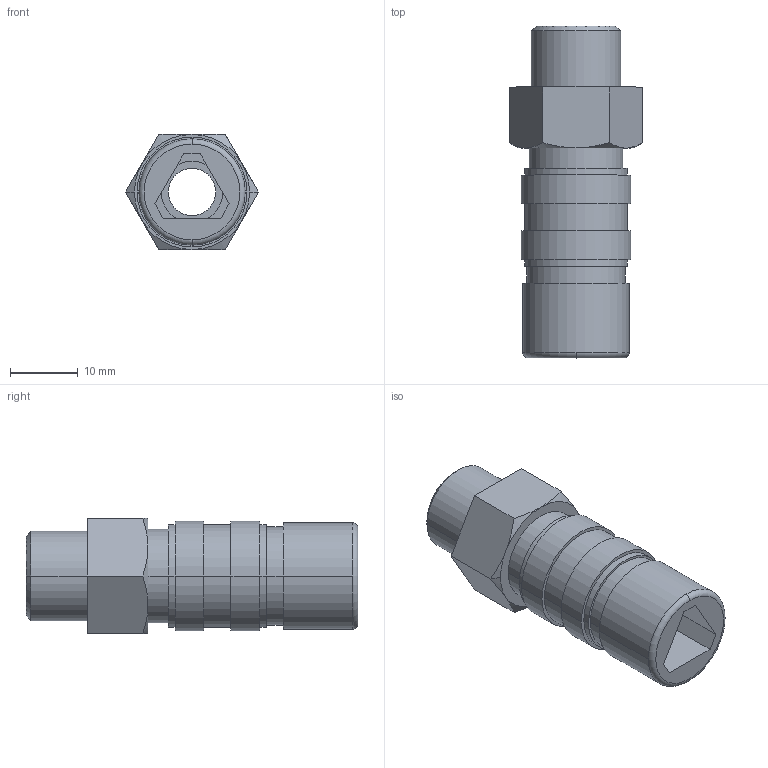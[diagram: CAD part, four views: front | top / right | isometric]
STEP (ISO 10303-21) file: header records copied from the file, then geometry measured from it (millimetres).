
FILE_DESCRIPTION(('STEP AP214'),'1');
FILE_NAME('esmk_14_aabbr.stp','2020-03-05T09:18:22',('TraceParts'),('TraceParts S.A.'),'Spatial InterOp 3D',' ',' ');
FILE_SCHEMA(('automotive_design'));
Length unit declared in the file: millimetre
Products named in the file (1): 1
Bounding box: 19.63 x 49 x 17 mm (x, y, z)
Volume: 6511.2 mm3; surface area: 4426.2 mm2
Topology: 1 solids, 1 shells, 62 faces, 135 edges, 87 vertices
Faces by surface type: plane 26, cylinder 24, cone 10, torus 2
Entity records: 2240 total; most frequent: CARTESIAN_POINT 333, DIRECTION 314, ORIENTED_EDGE 270, EDGE_CURVE 135, AXIS2_PLACEMENT_3D 128, VERTEX_POINT 87, EDGE_LOOP 76, CIRCLE 65
